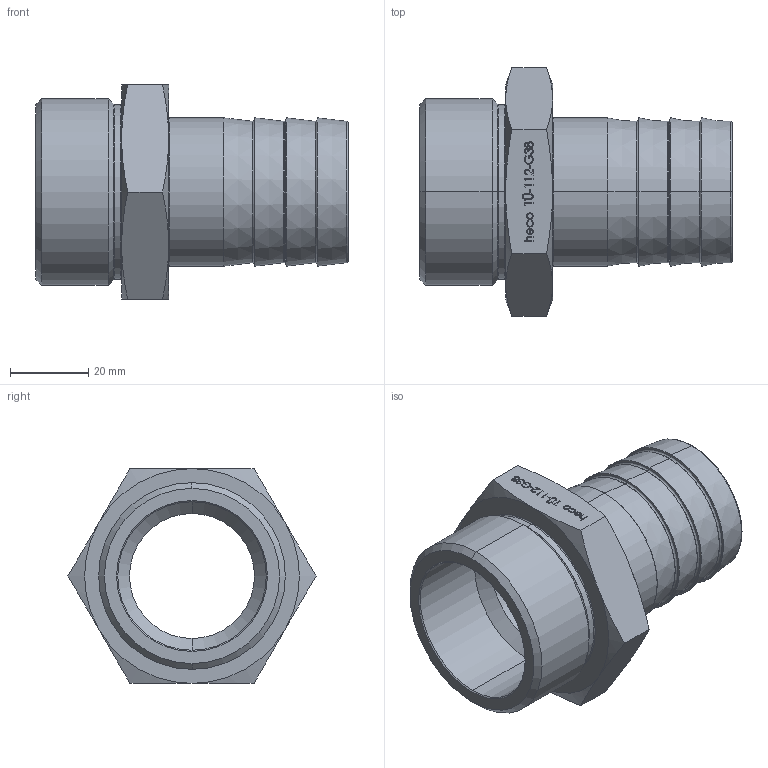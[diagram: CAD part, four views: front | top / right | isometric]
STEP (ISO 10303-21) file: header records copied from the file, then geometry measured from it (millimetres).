
FILE_DESCRIPTION (( 'STEP AP214' ), '1' );
FILE_NAME ('TÜ-112-G38-x Schlauchtülle 6Kt zyl 1806.STEP', '2018-06-04T11:26:38', ( '' ), ( '' ), 'SwSTEP 2.0', 'SolidWorks 2016', '' );
FILE_SCHEMA (( 'AUTOMOTIVE_DESIGN' ));
Length unit declared in the file: millimetre
Products named in the file (1): TÜ-112-G38-x Schlauchtülle 6Kt zyl 1806
Bounding box: 80 x 63.51 x 55 mm (x, y, z)
Volume: 48879.4 mm3; surface area: 22943.5 mm2
Topology: 1 solids, 1 shells, 254 faces, 628 edges, 398 vertices
Faces by surface type: bspline 96, plane 90, cone 36, torus 22, cylinder 10
Entity records: 14342 total; most frequent: CARTESIAN_POINT 7041, ORIENTED_EDGE 1256, DIRECTION 826, EDGE_CURVE 628, VERTEX_POINT 398, VECTOR 316, LINE 316, EDGE_LOOP 278
